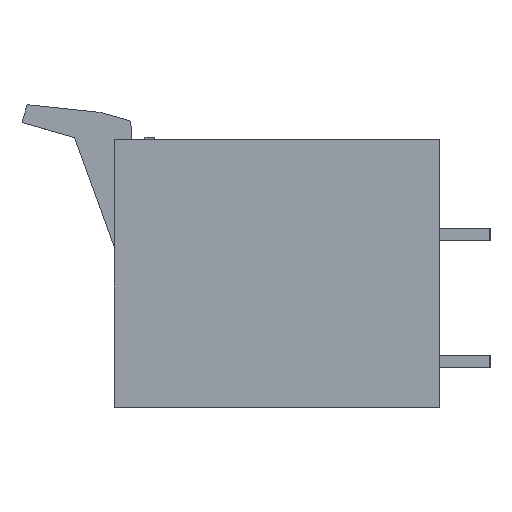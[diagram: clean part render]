
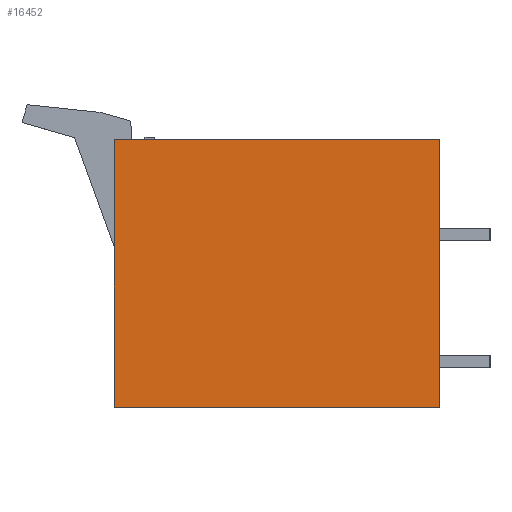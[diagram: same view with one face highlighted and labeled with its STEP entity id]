
A CAD part, left-side view. The second image highlights one B-rep face of the part: STEP entity #16452.
In plain terms, the highlighted planar face has unit normal (-1, 0, 0).
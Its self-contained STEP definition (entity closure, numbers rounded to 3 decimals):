
#16416=AXIS2_PLACEMENT_3D('Plane Axis2P3D',#16413,#16414,#16415) ;
#16413=CARTESIAN_POINT('Axis2P3D Location',(0.,0.,0.)) ;
#16418=CARTESIAN_POINT('Line Origine',(0.,21.065,0.)) ;
#16422=CARTESIAN_POINT('Vertex',(0.,37.13,0.)) ;
#16424=CARTESIAN_POINT('Vertex',(0.,5.,0.)) ;
#16427=CARTESIAN_POINT('Line Origine',(0.,5.,13.225)) ;
#16431=CARTESIAN_POINT('Vertex',(0.,5.,26.45)) ;
#16434=CARTESIAN_POINT('Line Origine',(0.,21.065,26.45)) ;
#16438=CARTESIAN_POINT('Vertex',(0.,37.13,26.45)) ;
#16441=CARTESIAN_POINT('Line Origine',(0.,37.13,13.225)) ;
#16414=DIRECTION('Axis2P3D Direction',(-1.,0.,0.)) ;
#16415=DIRECTION('Axis2P3D XDirection',(0.,-1.,0.)) ;
#16419=DIRECTION('Vector Direction',(0.,-1.,0.)) ;
#16428=DIRECTION('Vector Direction',(0.,0.,1.)) ;
#16435=DIRECTION('Vector Direction',(0.,1.,0.)) ;
#16442=DIRECTION('Vector Direction',(0.,0.,-1.)) ;
#16420=VECTOR('Line Direction',#16419,1.) ;
#16429=VECTOR('Line Direction',#16428,1.) ;
#16436=VECTOR('Line Direction',#16435,1.) ;
#16443=VECTOR('Line Direction',#16442,1.) ;
#16447=ORIENTED_EDGE('',*,*,#16426,.T.) ;
#16448=ORIENTED_EDGE('',*,*,#16433,.T.) ;
#16449=ORIENTED_EDGE('',*,*,#16440,.T.) ;
#16450=ORIENTED_EDGE('',*,*,#16445,.T.) ;
#16452=ADVANCED_FACE('HOUSING',(#16451),#16417,.T.) ;
#16426=EDGE_CURVE('',#16423,#16425,#16421,.T.) ;
#16433=EDGE_CURVE('',#16425,#16432,#16430,.T.) ;
#16440=EDGE_CURVE('',#16432,#16439,#16437,.T.) ;
#16445=EDGE_CURVE('',#16439,#16423,#16444,.T.) ;
#16446=EDGE_LOOP('',(#16447,#16448,#16449,#16450)) ;
#16451=FACE_OUTER_BOUND('',#16446,.T.) ;
#16421=LINE('Line',#16418,#16420) ;
#16430=LINE('Line',#16427,#16429) ;
#16437=LINE('Line',#16434,#16436) ;
#16444=LINE('Line',#16441,#16443) ;
#16417=PLANE('',#16416) ;
#16423=VERTEX_POINT('',#16422) ;
#16425=VERTEX_POINT('',#16424) ;
#16432=VERTEX_POINT('',#16431) ;
#16439=VERTEX_POINT('',#16438) ;
